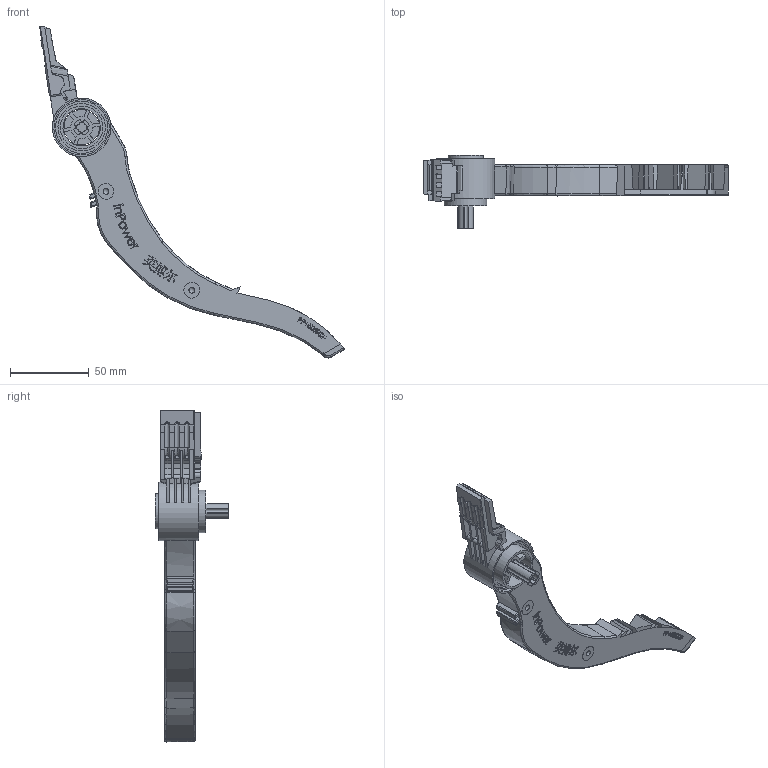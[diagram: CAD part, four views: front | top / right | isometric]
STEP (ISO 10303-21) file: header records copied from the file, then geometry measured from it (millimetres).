
FILE_DESCRIPTION(/* description */ (''),/* implementation_level */ '2;1');
FILE_NAME(/* name */ '_ANGI9C83KKRM_.stp',/* time_stamp */ '2016-06-02T11:46:03+02:00',/* author */ (''),/* organization */ (''),/* preprocessor_version */ 'ST-DEVELOPER v16.5',/* originating_system */ 'Autodesk Translation Framework v5.0.0.3310',/* authorisation */ '');
FILE_SCHEMA (('AUTOMOTIVE_DESIGN { 1 0 10303 214 3 1 1 }'));
Products named in the file (1): _ANGI9C83KKRM_
Bounding box: 193.32 x 46.33 x 210.58 mm (x, y, z)
Surface area: 54806 mm2 (no closed solid volume)
Topology: 0 solids, 1 shells, 1018 faces, 2785 edges, 1831 vertices
Faces by surface type: plane 635, bspline 164, cylinder 128, cone 51, torus 23, sphere 17
Full cylindrical faces by diameter (mm): 10 x2, 10.351 x1, 22.412 x1, 23.718 x1, 27.035 x1, 28.14 x1, 30.15 x1, 33.165 x1, 34.17 x1, 35.175 x1, 37.185 x1
Entity records: 45359 total; most frequent: CARTESIAN_POINT 20623, ORIENTED_EDGE 5462, DIRECTION 4507, EDGE_CURVE 2757, VERTEX_POINT 1824, LINE 1775, VECTOR 1775, AXIS2_PLACEMENT_3D 1366
